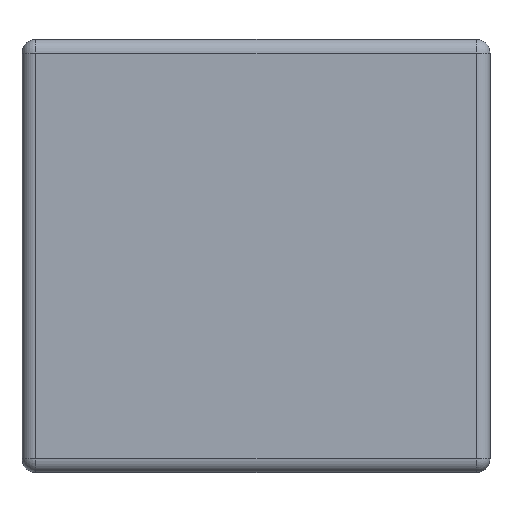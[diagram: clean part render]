
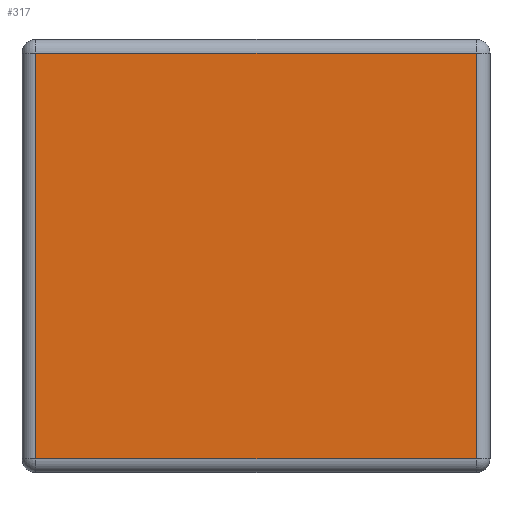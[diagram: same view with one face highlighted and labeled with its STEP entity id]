
A CAD part, left-side view. The second image highlights one B-rep face of the part: STEP entity #317.
In plain terms, the highlighted planar face has unit normal (-1, 0, 0).
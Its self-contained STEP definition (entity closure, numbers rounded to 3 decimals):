
#107 = DIRECTION ( 'NONE',  ( 0., 0., -1. ) ) ;
#139 = EDGE_CURVE ( 'NONE', #499, #784, #322, .T. ) ;
#183 = CARTESIAN_POINT ( 'NONE',  ( -1.6, 0.08, -1.17 ) ) ;
#190 = VECTOR ( 'NONE', #276, 1000. ) ;
#197 = FACE_OUTER_BOUND ( 'NONE', #933, .T. ) ;
#261 = AXIS2_PLACEMENT_3D ( 'NONE', #1011, #512, #107 ) ;
#273 = CARTESIAN_POINT ( 'NONE',  ( -1.6, 0.08, 1.17 ) ) ;
#276 = DIRECTION ( 'NONE',  ( 0., 0., 1. ) ) ;
#317 = ADVANCED_FACE ( 'NONE', ( #197 ), #815, .F. ) ;
#322 = LINE ( 'NONE', #748, #475 ) ;
#334 = LINE ( 'NONE', #870, #190 ) ;
#384 = VECTOR ( 'NONE', #874, 1000. ) ;
#397 = CARTESIAN_POINT ( 'NONE',  ( -1.6, 2.7, 1.17 ) ) ;
#475 = VECTOR ( 'NONE', #654, 1000. ) ;
#499 = VERTEX_POINT ( 'NONE', #1133 ) ;
#512 = DIRECTION ( 'NONE',  ( 1., 0., 0. ) ) ;
#654 = DIRECTION ( 'NONE',  ( 0., -1., 0. ) ) ;
#687 = ORIENTED_EDGE ( 'NONE', *, *, #1204, .T. ) ;
#698 = EDGE_CURVE ( 'NONE', #805, #499, #1096, .T. ) ;
#748 = CARTESIAN_POINT ( 'NONE',  ( -1.6, 2.7, -1.17 ) ) ;
#769 = DIRECTION ( 'NONE',  ( 0., 1., 0. ) ) ;
#784 = VERTEX_POINT ( 'NONE', #183 ) ;
#798 = VECTOR ( 'NONE', #769, 1000. ) ;
#805 = VERTEX_POINT ( 'NONE', #1161 ) ;
#815 = PLANE ( 'NONE',  #261 ) ;
#822 = VERTEX_POINT ( 'NONE', #273 ) ;
#870 = CARTESIAN_POINT ( 'NONE',  ( -1.6, 0.08, -1.25 ) ) ;
#874 = DIRECTION ( 'NONE',  ( 0., 0., -1. ) ) ;
#911 = ORIENTED_EDGE ( 'NONE', *, *, #698, .T. ) ;
#933 = EDGE_LOOP ( 'NONE', ( #911, #1171, #1006, #687 ) ) ;
#1006 = ORIENTED_EDGE ( 'NONE', *, *, #1177, .T. ) ;
#1011 = CARTESIAN_POINT ( 'NONE',  ( -1.6, 2.7, -1.25 ) ) ;
#1052 = LINE ( 'NONE', #397, #798 ) ;
#1096 = LINE ( 'NONE', #1231, #384 ) ;
#1133 = CARTESIAN_POINT ( 'NONE',  ( -1.6, 2.62, -1.17 ) ) ;
#1161 = CARTESIAN_POINT ( 'NONE',  ( -1.6, 2.62, 1.17 ) ) ;
#1171 = ORIENTED_EDGE ( 'NONE', *, *, #139, .T. ) ;
#1177 = EDGE_CURVE ( 'NONE', #784, #822, #334, .T. ) ;
#1204 = EDGE_CURVE ( 'NONE', #822, #805, #1052, .T. ) ;
#1231 = CARTESIAN_POINT ( 'NONE',  ( -1.6, 2.62, -1.25 ) ) ;
